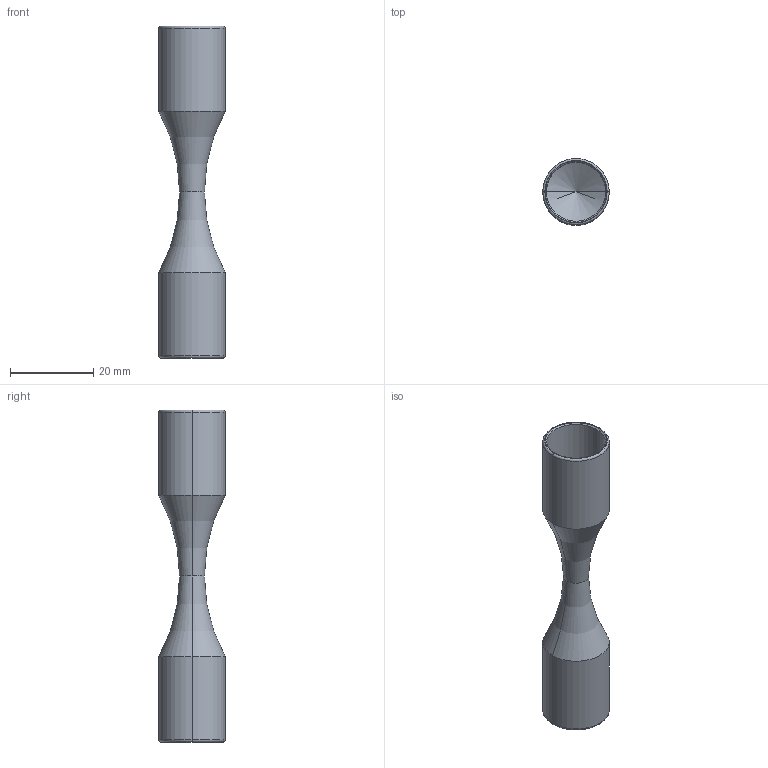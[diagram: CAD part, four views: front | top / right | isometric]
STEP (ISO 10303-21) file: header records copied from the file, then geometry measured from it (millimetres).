
FILE_DESCRIPTION (( 'STEP AP203' ), '1' );
FILE_NAME ('50435-240.step', '2020-10-02T12:32:45', ( '' ), ( '' ), 'SwSTEP 2.0', 'SolidWorks 2018', '' );
FILE_SCHEMA (( 'CONFIG_CONTROL_DESIGN' ));
Length unit declared in the file: millimetre
Products named in the file (2): 50435-240
Bounding box: 16 x 16 x 79.99 mm (x, y, z)
Volume: 4492 mm3; surface area: 5420.5 mm2
Topology: 1 solids, 1 shells, 271 faces, 737 edges, 474 vertices
Faces by surface type: plane 107, bspline 102, cylinder 46, torus 8, cone 8
Entity records: 12630 total; most frequent: CARTESIAN_POINT 6398, ORIENTED_EDGE 1466, DIRECTION 943, EDGE_CURVE 733, VERTEX_POINT 474, LINE 349, VECTOR 349, AXIS2_PLACEMENT_3D 297
